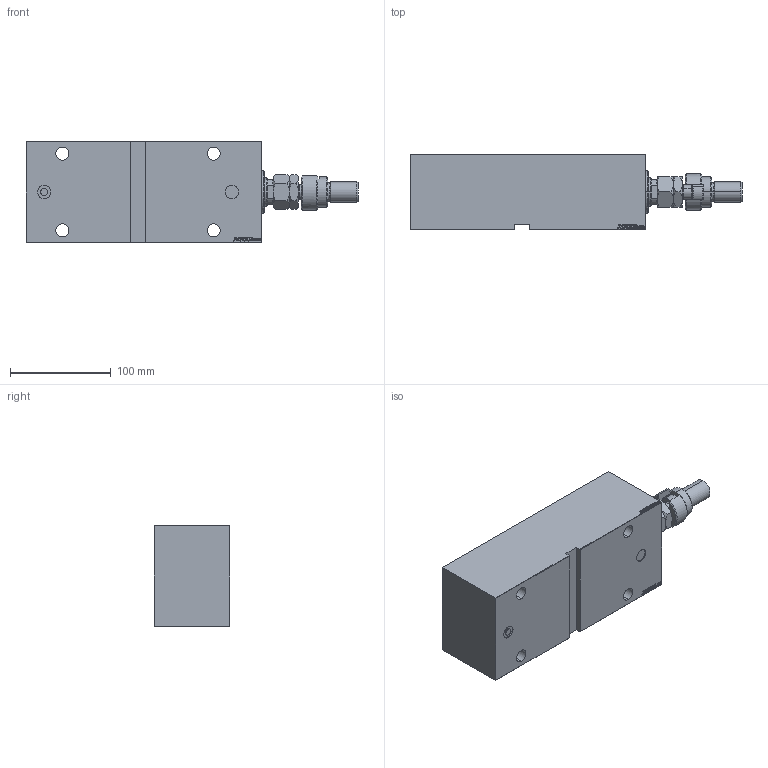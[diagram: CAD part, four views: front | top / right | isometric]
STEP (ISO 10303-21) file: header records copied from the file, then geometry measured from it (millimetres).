
FILE_DESCRIPTION (( 'STEP AP203' ), '1' );
FILE_NAME ('7ff4.STEP', '2024-02-11T21:08:10', ( '' ), ( '' ), 'SwSTEP 2.0', 'SolidWorks 2019', '' );
FILE_SCHEMA (( 'CONFIG_CONTROL_DESIGN' ));
Length unit declared in the file: millimetre
Products named in the file (7): V450CM_VC_B 2869f97762cd1a5ae4dc3a54bc4515f6; FEMALE_PART_FOR_DFA 2869f97762cd1a5ae4dc3a54bc4515f6; V450CM_E_VCP 2869f97762cd1a5ae4dc3a54bc4515f6; MFA 2869f97762cd1a5ae4dc3a54bc4515f6; 7ff4; V450CM_E_Body 2869f97762cd1a5ae4dc3a54bc4515f6; DFA 2869f97762cd1a5ae4dc3a54bc4515f6
Assembly tree (6 placements, depth 3):
  7ff4
    V450CM_E_Body 2869f97762cd1a5ae4dc3a54bc4515f6
    V450CM_E_VCP 2869f97762cd1a5ae4dc3a54bc4515f6
    V450CM_VC_B 2869f97762cd1a5ae4dc3a54bc4515f6
    DFA 2869f97762cd1a5ae4dc3a54bc4515f6
      FEMALE_PART_FOR_DFA 2869f97762cd1a5ae4dc3a54bc4515f6
      MFA 2869f97762cd1a5ae4dc3a54bc4515f6
Bounding box: 329 x 75 x 100 mm (x, y, z)
Volume: 1529456.3 mm3; surface area: 197397.2 mm2
Topology: 5 solids, 5 shells, 934 faces, 2366 edges, 1553 vertices
Faces by surface type: plane 437, bspline 380, cylinder 59, cone 54, torus 4
Entity records: 45755 total; most frequent: CARTESIAN_POINT 25083, ORIENTED_EDGE 4728, DIRECTION 2848, EDGE_CURVE 2364, VERTEX_POINT 1553, VECTOR 1364, LINE 1364, EDGE_LOOP 1057
